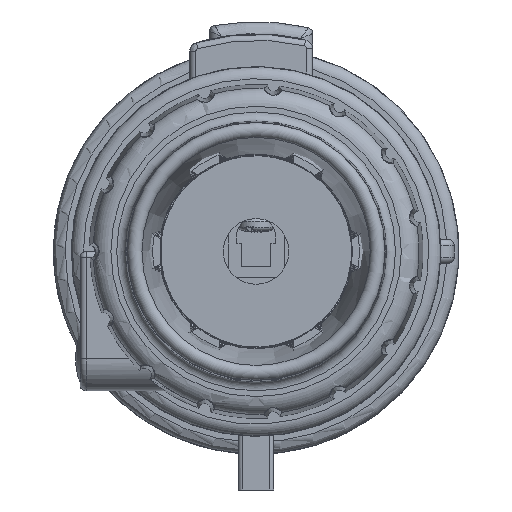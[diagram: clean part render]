
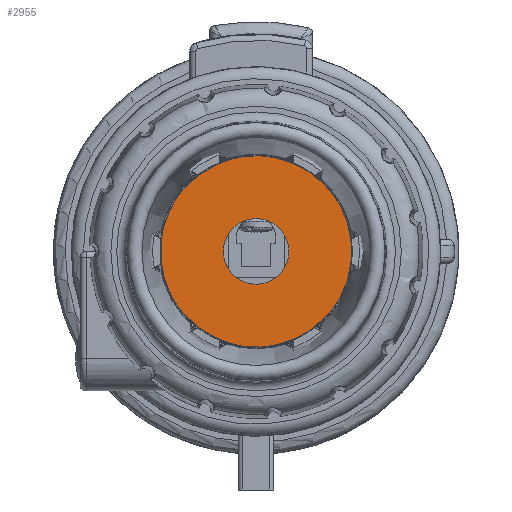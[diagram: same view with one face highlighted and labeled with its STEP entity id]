
A CAD part, front view. The second image highlights one B-rep face of the part: STEP entity #2955.
In plain terms, the highlighted planar face has unit normal (0, -1, 0).
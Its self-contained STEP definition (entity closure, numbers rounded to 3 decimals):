
#2955=ADVANCED_FACE('',(#4665,#4666),#4078,.T.);
#4078=PLANE('',#21483);
#4665=FACE_BOUND('',#5216,.T.);
#4666=FACE_BOUND('',#5217,.T.);
#5216=EDGE_LOOP('',(#9579));
#5217=EDGE_LOOP('',(#9580));
#9579=ORIENTED_EDGE('',*,*,#17458,.T.);
#9580=ORIENTED_EDGE('',*,*,#17461,.F.);
#15307=VERTEX_POINT('',#30990);
#15310=VERTEX_POINT('',#30998);
#17458=EDGE_CURVE('',#15307,#15307,#20358,.T.);
#17461=EDGE_CURVE('',#15310,#15310,#20361,.T.);
#20358=CIRCLE('',#21476,20.45);
#20361=CIRCLE('',#21481,5.5);
#21476=AXIS2_PLACEMENT_3D('',#30989,#24103,#24104);
#21481=AXIS2_PLACEMENT_3D('',#30997,#24113,#24114);
#21483=AXIS2_PLACEMENT_3D('',#31000,#24117,#24118);
#24103=DIRECTION('',(0.,-1.,0.));
#24104=DIRECTION('',(-1.,0.,0.));
#24113=DIRECTION('',(0.,-1.,0.));
#24114=DIRECTION('',(-1.,0.,0.));
#24117=DIRECTION('',(0.,-1.,0.));
#24118=DIRECTION('',(0.,0.,1.));
#30989=CARTESIAN_POINT('',(0.,-79.854,0.));
#30990=CARTESIAN_POINT('',(-20.45,-79.854,0.));
#30997=CARTESIAN_POINT('',(0.,-79.854,0.));
#30998=CARTESIAN_POINT('',(-5.5,-79.854,0.));
#31000=CARTESIAN_POINT('',(-40.9,-79.854,40.9));
